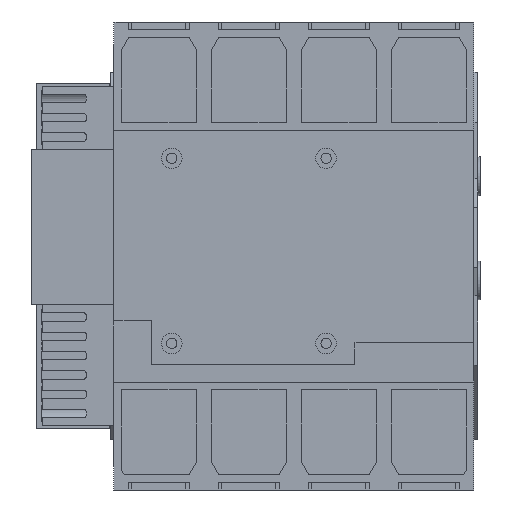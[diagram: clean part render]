
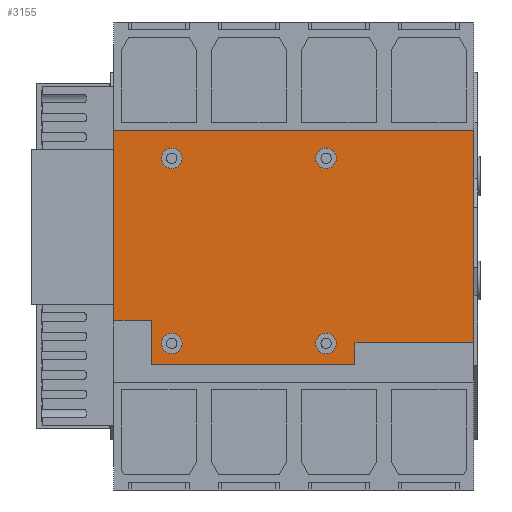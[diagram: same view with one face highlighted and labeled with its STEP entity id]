
A CAD part, front view. The second image highlights one B-rep face of the part: STEP entity #3155.
In plain terms, the highlighted planar face has unit normal (0, -1, 0).
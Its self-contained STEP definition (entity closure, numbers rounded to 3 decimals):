
#3038=AXIS2_PLACEMENT_3D('Plane Axis2P3D',#3035,#3036,#3037) ;
#3085=AXIS2_PLACEMENT_3D('Circle Axis2P3D',#3083,#3084,$) ;
#3094=AXIS2_PLACEMENT_3D('Circle Axis2P3D',#3092,#3093,$) ;
#3103=AXIS2_PLACEMENT_3D('Circle Axis2P3D',#3101,#3102,$) ;
#3112=AXIS2_PLACEMENT_3D('Circle Axis2P3D',#3110,#3111,$) ;
#3121=AXIS2_PLACEMENT_3D('Circle Axis2P3D',#3119,#3120,$) ;
#3130=AXIS2_PLACEMENT_3D('Circle Axis2P3D',#3128,#3129,$) ;
#3139=AXIS2_PLACEMENT_3D('Circle Axis2P3D',#3137,#3138,$) ;
#3148=AXIS2_PLACEMENT_3D('Circle Axis2P3D',#3146,#3147,$) ;
#2370=CARTESIAN_POINT('Vertex',(87.5,1.,49.)) ;
#2373=CARTESIAN_POINT('Line Origine',(87.5,1.,7.625)) ;
#2377=CARTESIAN_POINT('Vertex',(87.5,1.,-33.75)) ;
#2454=CARTESIAN_POINT('Vertex',(-52.5,1.,-25.)) ;
#2457=CARTESIAN_POINT('Line Origine',(-52.5,1.,12.)) ;
#2461=CARTESIAN_POINT('Vertex',(-52.5,1.,49.)) ;
#3011=CARTESIAN_POINT('Line Origine',(17.5,1.,49.)) ;
#3035=CARTESIAN_POINT('Axis2P3D Location',(0.,1.,-42.25)) ;
#3040=CARTESIAN_POINT('Line Origine',(1.625,1.,-42.25)) ;
#3044=CARTESIAN_POINT('Vertex',(41.25,1.,-42.25)) ;
#3046=CARTESIAN_POINT('Vertex',(-38.,1.,-42.25)) ;
#3049=CARTESIAN_POINT('Line Origine',(41.25,1.,-38.)) ;
#3053=CARTESIAN_POINT('Vertex',(41.25,1.,-33.75)) ;
#3056=CARTESIAN_POINT('Line Origine',(64.375,1.,-33.75)) ;
#3061=CARTESIAN_POINT('Line Origine',(-45.25,1.,-25.)) ;
#3065=CARTESIAN_POINT('Vertex',(-38.,1.,-25.)) ;
#3068=CARTESIAN_POINT('Line Origine',(-38.,1.,-33.625)) ;
#3083=CARTESIAN_POINT('Axis2P3D Location',(30.,1.,38.)) ;
#3087=CARTESIAN_POINT('Vertex',(34.,1.,38.)) ;
#3089=CARTESIAN_POINT('Vertex',(26.,1.,38.)) ;
#3092=CARTESIAN_POINT('Axis2P3D Location',(30.,1.,38.)) ;
#3101=CARTESIAN_POINT('Axis2P3D Location',(-30.,1.,38.)) ;
#3105=CARTESIAN_POINT('Vertex',(-26.,1.,38.)) ;
#3107=CARTESIAN_POINT('Vertex',(-34.,1.,38.)) ;
#3110=CARTESIAN_POINT('Axis2P3D Location',(-30.,1.,38.)) ;
#3119=CARTESIAN_POINT('Axis2P3D Location',(-30.,1.,-34.)) ;
#3123=CARTESIAN_POINT('Vertex',(-26.,1.,-34.)) ;
#3125=CARTESIAN_POINT('Vertex',(-34.,1.,-34.)) ;
#3128=CARTESIAN_POINT('Axis2P3D Location',(-30.,1.,-34.)) ;
#3137=CARTESIAN_POINT('Axis2P3D Location',(30.,1.,-34.)) ;
#3141=CARTESIAN_POINT('Vertex',(34.,1.,-34.)) ;
#3143=CARTESIAN_POINT('Vertex',(26.,1.,-34.)) ;
#3146=CARTESIAN_POINT('Axis2P3D Location',(30.,1.,-34.)) ;
#2374=DIRECTION('Vector Direction',(0.,0.,1.)) ;
#2458=DIRECTION('Vector Direction',(0.,0.,1.)) ;
#3012=DIRECTION('Vector Direction',(-1.,0.,0.)) ;
#3036=DIRECTION('Axis2P3D Direction',(0.,-1.,0.)) ;
#3037=DIRECTION('Axis2P3D XDirection',(0.,0.,1.)) ;
#3041=DIRECTION('Vector Direction',(-1.,0.,0.)) ;
#3050=DIRECTION('Vector Direction',(0.,0.,1.)) ;
#3057=DIRECTION('Vector Direction',(-1.,0.,0.)) ;
#3062=DIRECTION('Vector Direction',(1.,0.,0.)) ;
#3069=DIRECTION('Vector Direction',(0.,0.,1.)) ;
#3084=DIRECTION('Axis2P3D Direction',(0.,-1.,0.)) ;
#3093=DIRECTION('Axis2P3D Direction',(0.,-1.,0.)) ;
#3102=DIRECTION('Axis2P3D Direction',(0.,-1.,0.)) ;
#3111=DIRECTION('Axis2P3D Direction',(0.,-1.,0.)) ;
#3120=DIRECTION('Axis2P3D Direction',(0.,-1.,0.)) ;
#3129=DIRECTION('Axis2P3D Direction',(0.,-1.,0.)) ;
#3138=DIRECTION('Axis2P3D Direction',(0.,-1.,0.)) ;
#3147=DIRECTION('Axis2P3D Direction',(0.,-1.,0.)) ;
#2375=VECTOR('Line Direction',#2374,1.) ;
#2459=VECTOR('Line Direction',#2458,1.) ;
#3013=VECTOR('Line Direction',#3012,1.) ;
#3042=VECTOR('Line Direction',#3041,1.) ;
#3051=VECTOR('Line Direction',#3050,1.) ;
#3058=VECTOR('Line Direction',#3057,1.) ;
#3063=VECTOR('Line Direction',#3062,1.) ;
#3070=VECTOR('Line Direction',#3069,1.) ;
#3074=ORIENTED_EDGE('',*,*,#3048,.F.) ;
#3075=ORIENTED_EDGE('',*,*,#3055,.T.) ;
#3076=ORIENTED_EDGE('',*,*,#3060,.F.) ;
#3077=ORIENTED_EDGE('',*,*,#2379,.F.) ;
#3078=ORIENTED_EDGE('',*,*,#3015,.T.) ;
#3079=ORIENTED_EDGE('',*,*,#2463,.T.) ;
#3080=ORIENTED_EDGE('',*,*,#3067,.T.) ;
#3081=ORIENTED_EDGE('',*,*,#3072,.F.) ;
#3098=ORIENTED_EDGE('',*,*,#3091,.F.) ;
#3099=ORIENTED_EDGE('',*,*,#3096,.F.) ;
#3116=ORIENTED_EDGE('',*,*,#3109,.F.) ;
#3117=ORIENTED_EDGE('',*,*,#3114,.F.) ;
#3134=ORIENTED_EDGE('',*,*,#3127,.F.) ;
#3135=ORIENTED_EDGE('',*,*,#3132,.F.) ;
#3152=ORIENTED_EDGE('',*,*,#3145,.F.) ;
#3153=ORIENTED_EDGE('',*,*,#3150,.F.) ;
#3100=FACE_BOUND('',#3097,.T.) ;
#3118=FACE_BOUND('',#3115,.T.) ;
#3136=FACE_BOUND('',#3133,.T.) ;
#3154=FACE_BOUND('',#3151,.T.) ;
#3155=ADVANCED_FACE('Interruttore base XT4_4p_Withdrawable Fixing 50mm (parte fissa)',(#3082,#3100,#3118,#3136,#3154),#3039,.T.) ;
#3086=CIRCLE('generated circle',#3085,4.) ;
#3095=CIRCLE('generated circle',#3094,4.) ;
#3104=CIRCLE('generated circle',#3103,4.) ;
#3113=CIRCLE('generated circle',#3112,4.) ;
#3122=CIRCLE('generated circle',#3121,4.) ;
#3131=CIRCLE('generated circle',#3130,4.) ;
#3140=CIRCLE('generated circle',#3139,4.) ;
#3149=CIRCLE('generated circle',#3148,4.) ;
#2379=EDGE_CURVE('',#2371,#2378,#2376,.F.) ;
#2463=EDGE_CURVE('',#2462,#2455,#2460,.F.) ;
#3015=EDGE_CURVE('',#2371,#2462,#3014,.T.) ;
#3048=EDGE_CURVE('',#3045,#3047,#3043,.T.) ;
#3055=EDGE_CURVE('',#3045,#3054,#3052,.T.) ;
#3060=EDGE_CURVE('',#2378,#3054,#3059,.T.) ;
#3067=EDGE_CURVE('',#2455,#3066,#3064,.T.) ;
#3072=EDGE_CURVE('',#3047,#3066,#3071,.T.) ;
#3091=EDGE_CURVE('',#3088,#3090,#3086,.T.) ;
#3096=EDGE_CURVE('',#3090,#3088,#3095,.T.) ;
#3109=EDGE_CURVE('',#3106,#3108,#3104,.T.) ;
#3114=EDGE_CURVE('',#3108,#3106,#3113,.T.) ;
#3127=EDGE_CURVE('',#3124,#3126,#3122,.T.) ;
#3132=EDGE_CURVE('',#3126,#3124,#3131,.T.) ;
#3145=EDGE_CURVE('',#3142,#3144,#3140,.T.) ;
#3150=EDGE_CURVE('',#3144,#3142,#3149,.T.) ;
#3073=EDGE_LOOP('',(#3074,#3075,#3076,#3077,#3078,#3079,#3080,#3081)) ;
#3097=EDGE_LOOP('',(#3098,#3099)) ;
#3115=EDGE_LOOP('',(#3116,#3117)) ;
#3133=EDGE_LOOP('',(#3134,#3135)) ;
#3151=EDGE_LOOP('',(#3152,#3153)) ;
#3082=FACE_OUTER_BOUND('',#3073,.T.) ;
#2376=LINE('Line',#2373,#2375) ;
#2460=LINE('Line',#2457,#2459) ;
#3014=LINE('Line',#3011,#3013) ;
#3043=LINE('Line',#3040,#3042) ;
#3052=LINE('Line',#3049,#3051) ;
#3059=LINE('Line',#3056,#3058) ;
#3064=LINE('Line',#3061,#3063) ;
#3071=LINE('Line',#3068,#3070) ;
#3039=PLANE('',#3038) ;
#2371=VERTEX_POINT('',#2370) ;
#2378=VERTEX_POINT('',#2377) ;
#2455=VERTEX_POINT('',#2454) ;
#2462=VERTEX_POINT('',#2461) ;
#3045=VERTEX_POINT('',#3044) ;
#3047=VERTEX_POINT('',#3046) ;
#3054=VERTEX_POINT('',#3053) ;
#3066=VERTEX_POINT('',#3065) ;
#3088=VERTEX_POINT('',#3087) ;
#3090=VERTEX_POINT('',#3089) ;
#3106=VERTEX_POINT('',#3105) ;
#3108=VERTEX_POINT('',#3107) ;
#3124=VERTEX_POINT('',#3123) ;
#3126=VERTEX_POINT('',#3125) ;
#3142=VERTEX_POINT('',#3141) ;
#3144=VERTEX_POINT('',#3143) ;
